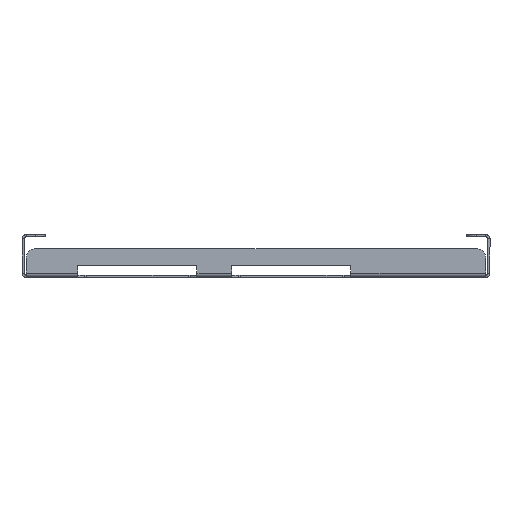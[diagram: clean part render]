
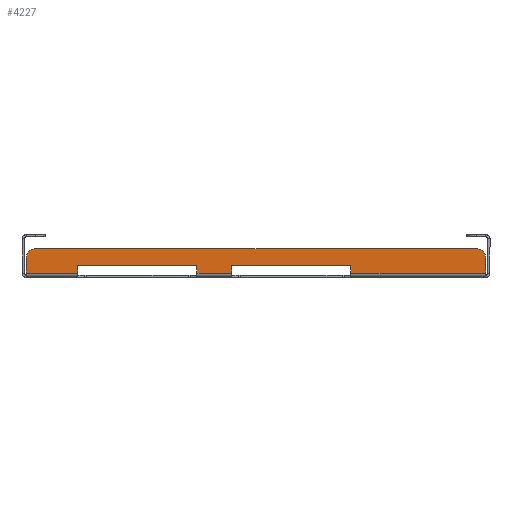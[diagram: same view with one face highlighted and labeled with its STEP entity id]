
A CAD part, front view. The second image highlights one B-rep face of the part: STEP entity #4227.
In plain terms, the highlighted planar face has unit normal (0, -1, 0).
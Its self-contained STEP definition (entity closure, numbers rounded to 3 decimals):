
#13 = ORIENTED_EDGE ( 'NONE', *, *, #4008, .F. ) ;
#148 = LINE ( 'NONE', #2008, #651 ) ;
#179 = EDGE_CURVE ( 'NONE', #5223, #2715, #694, .T. ) ;
#230 = ORIENTED_EDGE ( 'NONE', *, *, #4252, .F. ) ;
#373 = DIRECTION ( 'NONE',  ( 0., 0., -1. ) ) ;
#613 = VECTOR ( 'NONE', #5044, 1000. ) ;
#627 = ORIENTED_EDGE ( 'NONE', *, *, #2586, .F. ) ;
#651 = VECTOR ( 'NONE', #1009, 1000. ) ;
#694 = LINE ( 'NONE', #6074, #4889 ) ;
#806 = CARTESIAN_POINT ( 'NONE',  ( -12.7, -147., 4.8 ) ) ;
#954 = CARTESIAN_POINT ( 'NONE',  ( -114.5, -147., 13.8 ) ) ;
#1009 = DIRECTION ( 'NONE',  ( -1., 0., 0. ) ) ;
#1010 = ORIENTED_EDGE ( 'NONE', *, *, #3022, .T. ) ;
#1039 = ORIENTED_EDGE ( 'NONE', *, *, #2195, .F. ) ;
#1085 = VERTEX_POINT ( 'NONE', #954 ) ;
#1109 = LINE ( 'NONE', #2337, #6061 ) ;
#1128 = DIRECTION ( 'NONE',  ( 1., 0., 0. ) ) ;
#1228 = CARTESIAN_POINT ( 'NONE',  ( -92.7, -147., 4.8 ) ) ;
#1259 = PLANE ( 'NONE',  #1872 ) ;
#1363 = EDGE_CURVE ( 'NONE', #1882, #3169, #3711, .T. ) ;
#1405 = VERTEX_POINT ( 'NONE', #5149 ) ;
#1417 = LINE ( 'NONE', #5209, #2954 ) ;
#1451 = DIRECTION ( 'NONE',  ( 0., -1., 0. ) ) ;
#1497 = DIRECTION ( 'NONE',  ( 0., 0., -1. ) ) ;
#1563 = ORIENTED_EDGE ( 'NONE', *, *, #179, .T. ) ;
#1571 = LINE ( 'NONE', #5065, #613 ) ;
#1719 = VERTEX_POINT ( 'NONE', #3202 ) ;
#1859 = DIRECTION ( 'NONE',  ( 1., 0., 0. ) ) ;
#1871 = EDGE_CURVE ( 'NONE', #2715, #4534, #4081, .T. ) ;
#1872 = AXIS2_PLACEMENT_3D ( 'NONE', #5028, #3636, #4225 ) ;
#1880 = LINE ( 'NONE', #6094, #5855 ) ;
#1882 = VERTEX_POINT ( 'NONE', #4536 ) ;
#1905 = EDGE_CURVE ( 'NONE', #4663, #5034, #5639, .T. ) ;
#1942 = ORIENTED_EDGE ( 'NONE', *, *, #5610, .T. ) ;
#1973 = CARTESIAN_POINT ( 'NONE',  ( -30.7, -147., 4.8 ) ) ;
#2008 = CARTESIAN_POINT ( 'NONE',  ( 0., -147., 4.8 ) ) ;
#2049 = DIRECTION ( 'NONE',  ( 0., 0., -1. ) ) ;
#2087 = CARTESIAN_POINT ( 'NONE',  ( 119.5, -147., 13.8 ) ) ;
#2106 = VECTOR ( 'NONE', #1497, 1000. ) ;
#2150 = LINE ( 'NONE', #2979, #2733 ) ;
#2151 = CARTESIAN_POINT ( 'NONE',  ( -119.5, -147., 1. ) ) ;
#2176 = CARTESIAN_POINT ( 'NONE',  ( 49.3, -147., 1. ) ) ;
#2195 = EDGE_CURVE ( 'NONE', #1882, #4534, #1571, .T. ) ;
#2303 = ORIENTED_EDGE ( 'NONE', *, *, #3259, .F. ) ;
#2315 = DIRECTION ( 'NONE',  ( 0., 0., -1. ) ) ;
#2337 = CARTESIAN_POINT ( 'NONE',  ( -119.5, -147., 13.8 ) ) ;
#2341 = DIRECTION ( 'NONE',  ( 0., -1., 0. ) ) ;
#2344 = AXIS2_PLACEMENT_3D ( 'NONE', #5129, #2341, #373 ) ;
#2398 = EDGE_CURVE ( 'NONE', #2794, #5034, #1880, .T. ) ;
#2489 = CARTESIAN_POINT ( 'NONE',  ( -92.7, -147., 1. ) ) ;
#2573 = CARTESIAN_POINT ( 'NONE',  ( 49.3, -147., 4.8 ) ) ;
#2586 = EDGE_CURVE ( 'NONE', #1085, #3169, #2614, .T. ) ;
#2614 = LINE ( 'NONE', #2087, #2756 ) ;
#2675 = ORIENTED_EDGE ( 'NONE', *, *, #1871, .T. ) ;
#2715 = VERTEX_POINT ( 'NONE', #2176 ) ;
#2733 = VECTOR ( 'NONE', #2049, 1000. ) ;
#2756 = VECTOR ( 'NONE', #1128, 1000. ) ;
#2794 = VERTEX_POINT ( 'NONE', #2151 ) ;
#2801 = ORIENTED_EDGE ( 'NONE', *, *, #4625, .T. ) ;
#2853 = EDGE_LOOP ( 'NONE', ( #3014, #4524, #1942, #2801, #13, #2303, #1563, #2675, #1039, #5079, #627, #1010, #230, #3332 ) ) ;
#2865 = DIRECTION ( 'NONE',  ( -1., 0., 0. ) ) ;
#2954 = VECTOR ( 'NONE', #2865, 1000. ) ;
#2973 = VECTOR ( 'NONE', #3135, 1000. ) ;
#2979 = CARTESIAN_POINT ( 'NONE',  ( -12.7, -147., 4.8 ) ) ;
#3014 = ORIENTED_EDGE ( 'NONE', *, *, #1905, .F. ) ;
#3022 = EDGE_CURVE ( 'NONE', #1085, #1719, #3329, .T. ) ;
#3040 = DIRECTION ( 'NONE',  ( 1., 0., 0. ) ) ;
#3135 = DIRECTION ( 'NONE',  ( 1., 0., 0. ) ) ;
#3169 = VERTEX_POINT ( 'NONE', #3479 ) ;
#3202 = CARTESIAN_POINT ( 'NONE',  ( -119.5, -147., 8.8 ) ) ;
#3259 = EDGE_CURVE ( 'NONE', #5223, #4818, #1417, .T. ) ;
#3329 = CIRCLE ( 'NONE', #6058, 5. ) ;
#3332 = ORIENTED_EDGE ( 'NONE', *, *, #2398, .T. ) ;
#3479 = CARTESIAN_POINT ( 'NONE',  ( 114.5, -147., 13.8 ) ) ;
#3636 = DIRECTION ( 'NONE',  ( 0., -1., 0. ) ) ;
#3711 = CIRCLE ( 'NONE', #2344, 5. ) ;
#3903 = VERTEX_POINT ( 'NONE', #1973 ) ;
#3983 = CARTESIAN_POINT ( 'NONE',  ( 0., -147., 1. ) ) ;
#4008 = EDGE_CURVE ( 'NONE', #4818, #1405, #2150, .T. ) ;
#4026 = VERTEX_POINT ( 'NONE', #5330 ) ;
#4081 = LINE ( 'NONE', #4553, #2973 ) ;
#4161 = DIRECTION ( 'NONE',  ( 0., 0., 1. ) ) ;
#4194 = DIRECTION ( 'NONE',  ( 0., 0., -1. ) ) ;
#4225 = DIRECTION ( 'NONE',  ( 0., 0., -1. ) ) ;
#4227 = ADVANCED_FACE ( 'NONE', ( #4348 ), #1259, .T. ) ;
#4252 = EDGE_CURVE ( 'NONE', #2794, #1719, #1109, .T. ) ;
#4348 = FACE_OUTER_BOUND ( 'NONE', #2853, .T. ) ;
#4395 = EDGE_CURVE ( 'NONE', #3903, #4663, #148, .T. ) ;
#4463 = LINE ( 'NONE', #5695, #6111 ) ;
#4524 = ORIENTED_EDGE ( 'NONE', *, *, #4395, .F. ) ;
#4534 = VERTEX_POINT ( 'NONE', #5308 ) ;
#4536 = CARTESIAN_POINT ( 'NONE',  ( 119.5, -147., 8.8 ) ) ;
#4553 = CARTESIAN_POINT ( 'NONE',  ( 0., -147., 1. ) ) ;
#4625 = EDGE_CURVE ( 'NONE', #4026, #1405, #5145, .T. ) ;
#4663 = VERTEX_POINT ( 'NONE', #1228 ) ;
#4705 = VECTOR ( 'NONE', #3040, 1000. ) ;
#4818 = VERTEX_POINT ( 'NONE', #806 ) ;
#4889 = VECTOR ( 'NONE', #2315, 1000. ) ;
#5028 = CARTESIAN_POINT ( 'NONE',  ( 0., -147., 0. ) ) ;
#5034 = VERTEX_POINT ( 'NONE', #2489 ) ;
#5044 = DIRECTION ( 'NONE',  ( 0., 0., -1. ) ) ;
#5065 = CARTESIAN_POINT ( 'NONE',  ( 119.5, -147., 0. ) ) ;
#5079 = ORIENTED_EDGE ( 'NONE', *, *, #1363, .T. ) ;
#5129 = CARTESIAN_POINT ( 'NONE',  ( 114.5, -147., 8.8 ) ) ;
#5145 = LINE ( 'NONE', #3983, #4705 ) ;
#5149 = CARTESIAN_POINT ( 'NONE',  ( -12.7, -147., 1. ) ) ;
#5153 = DIRECTION ( 'NONE',  ( 0., 0., -1. ) ) ;
#5209 = CARTESIAN_POINT ( 'NONE',  ( 80., -147., 4.8 ) ) ;
#5223 = VERTEX_POINT ( 'NONE', #2573 ) ;
#5308 = CARTESIAN_POINT ( 'NONE',  ( 119.5, -147., 1. ) ) ;
#5330 = CARTESIAN_POINT ( 'NONE',  ( -30.7, -147., 1. ) ) ;
#5610 = EDGE_CURVE ( 'NONE', #3903, #4026, #4463, .T. ) ;
#5639 = LINE ( 'NONE', #6016, #2106 ) ;
#5680 = CARTESIAN_POINT ( 'NONE',  ( -114.5, -147., 8.8 ) ) ;
#5695 = CARTESIAN_POINT ( 'NONE',  ( -30.7, -147., 4.8 ) ) ;
#5855 = VECTOR ( 'NONE', #1859, 1000. ) ;
#6016 = CARTESIAN_POINT ( 'NONE',  ( -92.7, -147., 4.8 ) ) ;
#6058 = AXIS2_PLACEMENT_3D ( 'NONE', #5680, #1451, #4194 ) ;
#6061 = VECTOR ( 'NONE', #4161, 1000. ) ;
#6074 = CARTESIAN_POINT ( 'NONE',  ( 49.3, -147., 4.8 ) ) ;
#6094 = CARTESIAN_POINT ( 'NONE',  ( 0., -147., 1. ) ) ;
#6111 = VECTOR ( 'NONE', #5153, 1000. ) ;
